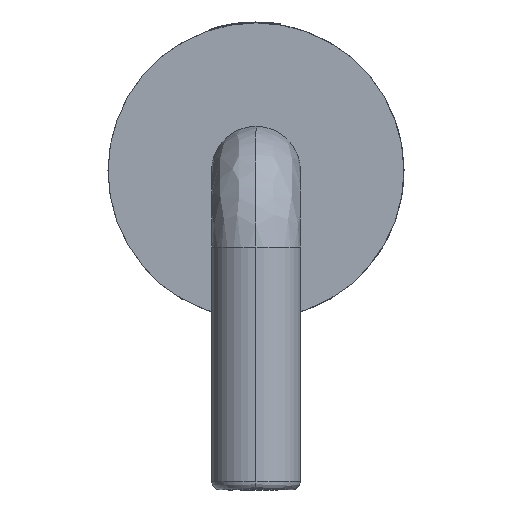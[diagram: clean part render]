
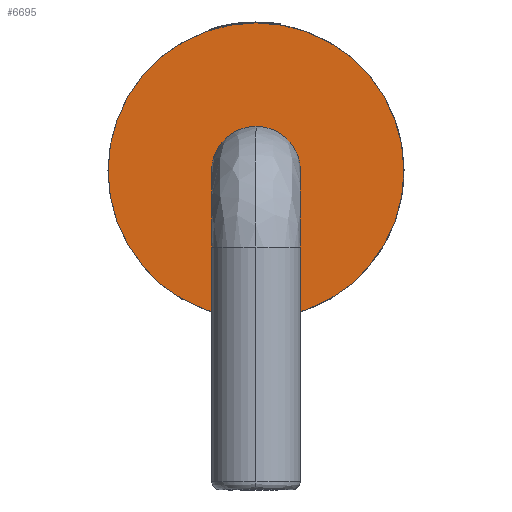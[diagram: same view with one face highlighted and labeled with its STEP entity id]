
A CAD part, left-side view. The second image highlights one B-rep face of the part: STEP entity #6695.
In plain terms, the highlighted planar face has unit normal (-1, 0, 0).
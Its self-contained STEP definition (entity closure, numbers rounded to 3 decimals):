
#403 = AXIS2_PLACEMENT_3D ( 'NONE', #6485, #6415, #4868 ) ;
#436 = DIRECTION ( 'NONE',  ( -1., 0., 0. ) ) ;
#471 = ORIENTED_EDGE ( 'NONE', *, *, #4750, .F. ) ;
#618 = VERTEX_POINT ( 'NONE', #1644 ) ;
#733 = DIRECTION ( 'NONE',  ( 0., 0., -1. ) ) ;
#997 = CIRCLE ( 'NONE', #6428, 1.748 ) ;
#1200 = CIRCLE ( 'NONE', #403, 1.748 ) ;
#1284 = FACE_OUTER_BOUND ( 'NONE', #6528, .T. ) ;
#1451 = FACE_BOUND ( 'NONE', #3118, .T. ) ;
#1607 = PLANE ( 'NONE',  #3742 ) ;
#1644 = CARTESIAN_POINT ( 'NONE',  ( -4.32, 0., 3.517 ) ) ;
#1727 = EDGE_CURVE ( 'NONE', #4323, #5139, #3172, .T. ) ;
#2156 = CIRCLE ( 'NONE', #3505, 0.525 ) ;
#2180 = EDGE_CURVE ( 'NONE', #5139, #4323, #2156, .T. ) ;
#2484 = ORIENTED_EDGE ( 'NONE', *, *, #2180, .F. ) ;
#2717 = CARTESIAN_POINT ( 'NONE',  ( -4.32, 0., 2.295 ) ) ;
#2753 = DIRECTION ( 'NONE',  ( -1., 0., 0. ) ) ;
#2792 = DIRECTION ( 'NONE',  ( 0., 0., 1. ) ) ;
#3118 = EDGE_LOOP ( 'NONE', ( #2484, #5952 ) ) ;
#3172 = CIRCLE ( 'NONE', #4525, 0.525 ) ;
#3390 = CARTESIAN_POINT ( 'NONE',  ( -4.32, 0., 0.022 ) ) ;
#3428 = CARTESIAN_POINT ( 'NONE',  ( -4.32, 0., 1.77 ) ) ;
#3505 = AXIS2_PLACEMENT_3D ( 'NONE', #5420, #2753, #2792 ) ;
#3742 = AXIS2_PLACEMENT_3D ( 'NONE', #5524, #5998, #4361 ) ;
#4323 = VERTEX_POINT ( 'NONE', #4475 ) ;
#4361 = DIRECTION ( 'NONE',  ( 0., 0., -1. ) ) ;
#4475 = CARTESIAN_POINT ( 'NONE',  ( -4.32, 0., 1.245 ) ) ;
#4525 = AXIS2_PLACEMENT_3D ( 'NONE', #6908, #436, #5870 ) ;
#4750 = EDGE_CURVE ( 'NONE', #5920, #618, #997, .T. ) ;
#4868 = DIRECTION ( 'NONE',  ( 0., 0., -1. ) ) ;
#5139 = VERTEX_POINT ( 'NONE', #2717 ) ;
#5420 = CARTESIAN_POINT ( 'NONE',  ( -4.32, 0., 1.77 ) ) ;
#5524 = CARTESIAN_POINT ( 'NONE',  ( -4.32, 0., 1.77 ) ) ;
#5870 = DIRECTION ( 'NONE',  ( 0., 0., 1. ) ) ;
#5920 = VERTEX_POINT ( 'NONE', #3390 ) ;
#5952 = ORIENTED_EDGE ( 'NONE', *, *, #1727, .F. ) ;
#5998 = DIRECTION ( 'NONE',  ( 1., 0., 0. ) ) ;
#6415 = DIRECTION ( 'NONE',  ( 1., 0., 0. ) ) ;
#6428 = AXIS2_PLACEMENT_3D ( 'NONE', #3428, #6575, #733 ) ;
#6485 = CARTESIAN_POINT ( 'NONE',  ( -4.32, 0., 1.77 ) ) ;
#6528 = EDGE_LOOP ( 'NONE', ( #471, #6933 ) ) ;
#6575 = DIRECTION ( 'NONE',  ( 1., 0., 0. ) ) ;
#6612 = EDGE_CURVE ( 'NONE', #618, #5920, #1200, .T. ) ;
#6695 = ADVANCED_FACE ( 'NONE', ( #1451, #1284 ), #1607, .F. ) ;
#6908 = CARTESIAN_POINT ( 'NONE',  ( -4.32, 0., 1.77 ) ) ;
#6933 = ORIENTED_EDGE ( 'NONE', *, *, #6612, .F. ) ;
